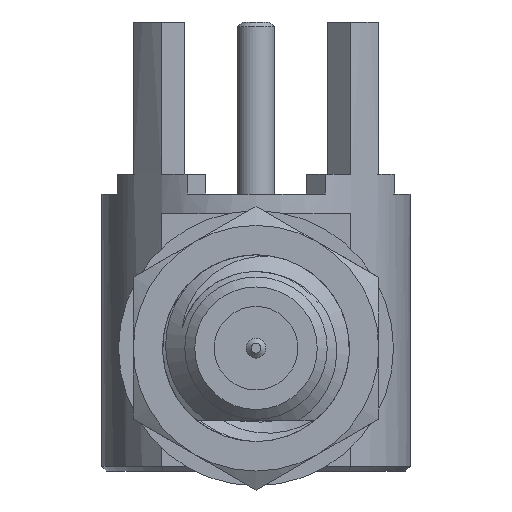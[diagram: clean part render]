
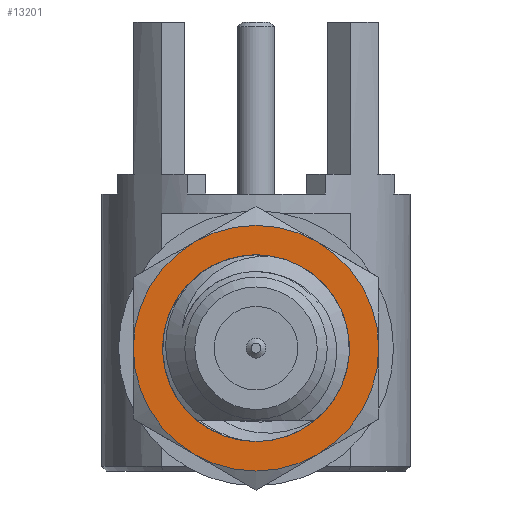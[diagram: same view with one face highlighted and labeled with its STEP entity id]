
A CAD part, left-side view. The second image highlights one B-rep face of the part: STEP entity #13201.
In plain terms, the highlighted planar face has unit normal (-1, 0, 0).
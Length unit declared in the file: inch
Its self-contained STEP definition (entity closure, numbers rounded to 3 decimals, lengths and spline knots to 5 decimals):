
#86 = EDGE_CURVE ( 'NONE', #6727, #505, #14696, .T. ) ;
#258 = DIRECTION ( 'NONE',  ( -1., 0., 0. ) ) ;
#505 = VERTEX_POINT ( 'NONE', #11450 ) ;
#586 = EDGE_CURVE ( 'NONE', #505, #12956, #4805, .T. ) ;
#627 = ORIENTED_EDGE ( 'NONE', *, *, #9199, .F. ) ;
#670 = CARTESIAN_POINT ( 'NONE',  ( -0.38773, -0.0625, -0.10825 ) ) ;
#1483 = DIRECTION ( 'NONE',  ( 0., 0., 1. ) ) ;
#1570 = CIRCLE ( 'NONE', #10676, 0.125 ) ;
#1801 = CARTESIAN_POINT ( 'NONE',  ( -0.38773, 0.0625, -0.10825 ) ) ;
#2018 = DIRECTION ( 'NONE',  ( -1., 0., 0. ) ) ;
#2041 = DIRECTION ( 'NONE',  ( -1., 0., 0. ) ) ;
#2193 = AXIS2_PLACEMENT_3D ( 'NONE', #4186, #9157, #13075 ) ;
#2379 = DIRECTION ( 'NONE',  ( 0., 0., 1. ) ) ;
#2401 = EDGE_CURVE ( 'NONE', #4460, #6727, #13898, .T. ) ;
#2466 = AXIS2_PLACEMENT_3D ( 'NONE', #10058, #15202, #2568 ) ;
#2472 = CIRCLE ( 'NONE', #11327, 0.125 ) ;
#2539 = DIRECTION ( 'NONE',  ( -1., 0., 0. ) ) ;
#2568 = DIRECTION ( 'NONE',  ( 0., 0., 1. ) ) ;
#3521 = DIRECTION ( 'NONE',  ( 0., 0., 1. ) ) ;
#3838 = CARTESIAN_POINT ( 'NONE',  ( -0.38773, 0.125, 0. ) ) ;
#4148 = ORIENTED_EDGE ( 'NONE', *, *, #14601, .T. ) ;
#4186 = CARTESIAN_POINT ( 'NONE',  ( -0.38773, 0., 0. ) ) ;
#4460 = VERTEX_POINT ( 'NONE', #670 ) ;
#4581 = CIRCLE ( 'NONE', #8732, 0.125 ) ;
#4805 = CIRCLE ( 'NONE', #2466, 0.125 ) ;
#4894 = CARTESIAN_POINT ( 'NONE',  ( -0.38773, 0., 0. ) ) ;
#5159 = FACE_OUTER_BOUND ( 'NONE', #13156, .T. ) ;
#5274 = VERTEX_POINT ( 'NONE', #8284 ) ;
#5435 = ORIENTED_EDGE ( 'NONE', *, *, #586, .T. ) ;
#5638 = ORIENTED_EDGE ( 'NONE', *, *, #86, .T. ) ;
#5735 = EDGE_CURVE ( 'NONE', #12956, #9278, #1570, .T. ) ;
#5887 = CARTESIAN_POINT ( 'NONE',  ( -0.38773, 0., 0. ) ) ;
#6515 = DIRECTION ( 'NONE',  ( -1., 0., 0. ) ) ;
#6700 = FACE_BOUND ( 'NONE', #9899, .T. ) ;
#6727 = VERTEX_POINT ( 'NONE', #9425 ) ;
#6844 = ORIENTED_EDGE ( 'NONE', *, *, #13352, .F. ) ;
#6890 = AXIS2_PLACEMENT_3D ( 'NONE', #5887, #2539, #2379 ) ;
#7000 = DIRECTION ( 'NONE',  ( 0., 0., 1. ) ) ;
#7133 = CARTESIAN_POINT ( 'NONE',  ( -0.38773, 0., 0. ) ) ;
#8284 = CARTESIAN_POINT ( 'NONE',  ( -0.38773, -0.06718, -0.06718 ) ) ;
#8334 = ORIENTED_EDGE ( 'NONE', *, *, #5735, .T. ) ;
#8427 = CARTESIAN_POINT ( 'NONE',  ( -0.38773, 0.0625, 0.10825 ) ) ;
#8717 = DIRECTION ( 'NONE',  ( 0., 0., 1. ) ) ;
#8732 = AXIS2_PLACEMENT_3D ( 'NONE', #7133, #2018, #10893 ) ;
#8887 = CARTESIAN_POINT ( 'NONE',  ( -0.38773, 0., 0. ) ) ;
#8904 = CARTESIAN_POINT ( 'NONE',  ( -0.38773, -0.125, -0.07217 ) ) ;
#9157 = DIRECTION ( 'NONE',  ( -1., 0., 0. ) ) ;
#9199 = EDGE_CURVE ( 'NONE', #5274, #12715, #15862, .T. ) ;
#9278 = VERTEX_POINT ( 'NONE', #3838 ) ;
#9425 = CARTESIAN_POINT ( 'NONE',  ( -0.38773, -0.125, 0. ) ) ;
#9899 = EDGE_LOOP ( 'NONE', ( #6844, #627 ) ) ;
#9995 = AXIS2_PLACEMENT_3D ( 'NONE', #12717, #6515, #8717 ) ;
#10058 = CARTESIAN_POINT ( 'NONE',  ( -0.38773, 0., 0. ) ) ;
#10676 = AXIS2_PLACEMENT_3D ( 'NONE', #13205, #2041, #7000 ) ;
#10893 = DIRECTION ( 'NONE',  ( 0., 0., 1. ) ) ;
#11180 = AXIS2_PLACEMENT_3D ( 'NONE', #4894, #14779, #3521 ) ;
#11327 = AXIS2_PLACEMENT_3D ( 'NONE', #8887, #258, #1483 ) ;
#11386 = ORIENTED_EDGE ( 'NONE', *, *, #2401, .T. ) ;
#11450 = CARTESIAN_POINT ( 'NONE',  ( -0.38773, -0.0625, 0.10825 ) ) ;
#11466 = EDGE_CURVE ( 'NONE', #9278, #14725, #4581, .T. ) ;
#12082 = DIRECTION ( 'NONE',  ( -1., 0., 0. ) ) ;
#12621 = CIRCLE ( 'NONE', #6890, 0.095 ) ;
#12715 = VERTEX_POINT ( 'NONE', #14552 ) ;
#12717 = CARTESIAN_POINT ( 'NONE',  ( -0.38773, 0., 0. ) ) ;
#12956 = VERTEX_POINT ( 'NONE', #8427 ) ;
#13075 = DIRECTION ( 'NONE',  ( 0., 0., 1. ) ) ;
#13156 = EDGE_LOOP ( 'NONE', ( #5435, #8334, #14521, #4148, #11386, #5638 ) ) ;
#13201 = ADVANCED_FACE ( 'NONE', ( #6700, #5159 ), #15108, .T. ) ;
#13205 = CARTESIAN_POINT ( 'NONE',  ( -0.38773, 0., 0. ) ) ;
#13352 = EDGE_CURVE ( 'NONE', #12715, #5274, #12621, .T. ) ;
#13898 = CIRCLE ( 'NONE', #9995, 0.125 ) ;
#13927 = AXIS2_PLACEMENT_3D ( 'NONE', #8904, #12082, #14289 ) ;
#14289 = DIRECTION ( 'NONE',  ( 0., 1., 0. ) ) ;
#14521 = ORIENTED_EDGE ( 'NONE', *, *, #11466, .T. ) ;
#14552 = CARTESIAN_POINT ( 'NONE',  ( -0.38773, 0., -0.095 ) ) ;
#14601 = EDGE_CURVE ( 'NONE', #14725, #4460, #2472, .T. ) ;
#14696 = CIRCLE ( 'NONE', #2193, 0.125 ) ;
#14725 = VERTEX_POINT ( 'NONE', #1801 ) ;
#14779 = DIRECTION ( 'NONE',  ( -1., 0., 0. ) ) ;
#15108 = PLANE ( 'NONE',  #13927 ) ;
#15202 = DIRECTION ( 'NONE',  ( -1., 0., 0. ) ) ;
#15862 = CIRCLE ( 'NONE', #11180, 0.095 ) ;
